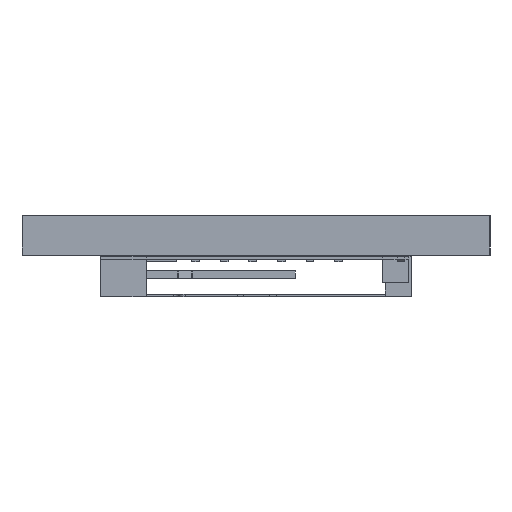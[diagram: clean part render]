
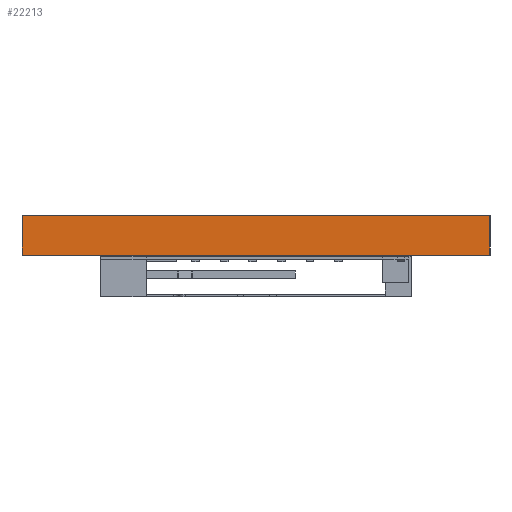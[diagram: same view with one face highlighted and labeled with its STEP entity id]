
A CAD part, left-side view. The second image highlights one B-rep face of the part: STEP entity #22213.
In plain terms, the highlighted planar face has unit normal (-1, 0, 0).
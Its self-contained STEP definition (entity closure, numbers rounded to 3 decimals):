
#22032 = PLANE('',#22033);
#22033 = AXIS2_PLACEMENT_3D('',#22034,#22035,#22036);
#22034 = CARTESIAN_POINT('',(17.5,-9.,0.));
#22035 = DIRECTION('',(0.,-1.,0.));
#22036 = DIRECTION('',(-1.,0.,0.));
#22057 = VERTEX_POINT('',#22058);
#22058 = CARTESIAN_POINT('',(-17.5,-9.,1.538));
#22072 = PLANE('',#22073);
#22073 = AXIS2_PLACEMENT_3D('',#22074,#22075,#22076);
#22074 = CARTESIAN_POINT('',(0.,0.,1.538));
#22075 = DIRECTION('',(-0.,-0.,-1.));
#22076 = DIRECTION('',(-1.,0.,0.));
#22084 = EDGE_CURVE('',#22085,#22057,#22087,.T.);
#22085 = VERTEX_POINT('',#22086);
#22086 = CARTESIAN_POINT('',(-17.5,-9.,0.));
#22087 = SURFACE_CURVE('',#22088,(#22092,#22099),.PCURVE_S1.);
#22088 = LINE('',#22089,#22090);
#22089 = CARTESIAN_POINT('',(-17.5,-9.,0.));
#22090 = VECTOR('',#22091,1.);
#22091 = DIRECTION('',(0.,0.,1.));
#22092 = PCURVE('',#22032,#22093);
#22093 = DEFINITIONAL_REPRESENTATION('',(#22094),#22098);
#22094 = LINE('',#22095,#22096);
#22095 = CARTESIAN_POINT('',(35.,0.));
#22096 = VECTOR('',#22097,1.);
#22097 = DIRECTION('',(0.,-1.));
#22098 = ( GEOMETRIC_REPRESENTATION_CONTEXT(2) 
PARAMETRIC_REPRESENTATION_CONTEXT() REPRESENTATION_CONTEXT('2D SPACE',''
  ) );
#22099 = PCURVE('',#22100,#22105);
#22100 = PLANE('',#22101);
#22101 = AXIS2_PLACEMENT_3D('',#22102,#22103,#22104);
#22102 = CARTESIAN_POINT('',(-17.5,-9.,0.));
#22103 = DIRECTION('',(-1.,0.,0.));
#22104 = DIRECTION('',(0.,1.,0.));
#22105 = DEFINITIONAL_REPRESENTATION('',(#22106),#22110);
#22106 = LINE('',#22107,#22108);
#22107 = CARTESIAN_POINT('',(0.,0.));
#22108 = VECTOR('',#22109,1.);
#22109 = DIRECTION('',(0.,-1.));
#22110 = ( GEOMETRIC_REPRESENTATION_CONTEXT(2) 
PARAMETRIC_REPRESENTATION_CONTEXT() REPRESENTATION_CONTEXT('2D SPACE',''
  ) );
#22126 = PLANE('',#22127);
#22127 = AXIS2_PLACEMENT_3D('',#22128,#22129,#22130);
#22128 = CARTESIAN_POINT('',(0.,0.,0.));
#22129 = DIRECTION('',(-0.,-0.,-1.));
#22130 = DIRECTION('',(-1.,0.,0.));
#22159 = PLANE('',#22160);
#22160 = AXIS2_PLACEMENT_3D('',#22161,#22162,#22163);
#22161 = CARTESIAN_POINT('',(-17.5,9.,0.));
#22162 = DIRECTION('',(0.,1.,0.));
#22163 = DIRECTION('',(1.,0.,0.));
#22213 = ADVANCED_FACE('',(#22214),#22100,.T.);
#22214 = FACE_BOUND('',#22215,.T.);
#22215 = EDGE_LOOP('',(#22216,#22217,#22240,#22263));
#22216 = ORIENTED_EDGE('',*,*,#22084,.T.);
#22217 = ORIENTED_EDGE('',*,*,#22218,.T.);
#22218 = EDGE_CURVE('',#22057,#22219,#22221,.T.);
#22219 = VERTEX_POINT('',#22220);
#22220 = CARTESIAN_POINT('',(-17.5,9.,1.538));
#22221 = SURFACE_CURVE('',#22222,(#22226,#22233),.PCURVE_S1.);
#22222 = LINE('',#22223,#22224);
#22223 = CARTESIAN_POINT('',(-17.5,-9.,1.538));
#22224 = VECTOR('',#22225,1.);
#22225 = DIRECTION('',(0.,1.,0.));
#22226 = PCURVE('',#22100,#22227);
#22227 = DEFINITIONAL_REPRESENTATION('',(#22228),#22232);
#22228 = LINE('',#22229,#22230);
#22229 = CARTESIAN_POINT('',(0.,-1.538));
#22230 = VECTOR('',#22231,1.);
#22231 = DIRECTION('',(1.,0.));
#22232 = ( GEOMETRIC_REPRESENTATION_CONTEXT(2) 
PARAMETRIC_REPRESENTATION_CONTEXT() REPRESENTATION_CONTEXT('2D SPACE',''
  ) );
#22233 = PCURVE('',#22072,#22234);
#22234 = DEFINITIONAL_REPRESENTATION('',(#22235),#22239);
#22235 = LINE('',#22236,#22237);
#22236 = CARTESIAN_POINT('',(17.5,-9.));
#22237 = VECTOR('',#22238,1.);
#22238 = DIRECTION('',(0.,1.));
#22239 = ( GEOMETRIC_REPRESENTATION_CONTEXT(2) 
PARAMETRIC_REPRESENTATION_CONTEXT() REPRESENTATION_CONTEXT('2D SPACE',''
  ) );
#22240 = ORIENTED_EDGE('',*,*,#22241,.F.);
#22241 = EDGE_CURVE('',#22242,#22219,#22244,.T.);
#22242 = VERTEX_POINT('',#22243);
#22243 = CARTESIAN_POINT('',(-17.5,9.,0.));
#22244 = SURFACE_CURVE('',#22245,(#22249,#22256),.PCURVE_S1.);
#22245 = LINE('',#22246,#22247);
#22246 = CARTESIAN_POINT('',(-17.5,9.,0.));
#22247 = VECTOR('',#22248,1.);
#22248 = DIRECTION('',(0.,0.,1.));
#22249 = PCURVE('',#22100,#22250);
#22250 = DEFINITIONAL_REPRESENTATION('',(#22251),#22255);
#22251 = LINE('',#22252,#22253);
#22252 = CARTESIAN_POINT('',(18.,0.));
#22253 = VECTOR('',#22254,1.);
#22254 = DIRECTION('',(0.,-1.));
#22255 = ( GEOMETRIC_REPRESENTATION_CONTEXT(2) 
PARAMETRIC_REPRESENTATION_CONTEXT() REPRESENTATION_CONTEXT('2D SPACE',''
  ) );
#22256 = PCURVE('',#22159,#22257);
#22257 = DEFINITIONAL_REPRESENTATION('',(#22258),#22262);
#22258 = LINE('',#22259,#22260);
#22259 = CARTESIAN_POINT('',(0.,0.));
#22260 = VECTOR('',#22261,1.);
#22261 = DIRECTION('',(0.,-1.));
#22262 = ( GEOMETRIC_REPRESENTATION_CONTEXT(2) 
PARAMETRIC_REPRESENTATION_CONTEXT() REPRESENTATION_CONTEXT('2D SPACE',''
  ) );
#22263 = ORIENTED_EDGE('',*,*,#22264,.F.);
#22264 = EDGE_CURVE('',#22085,#22242,#22265,.T.);
#22265 = SURFACE_CURVE('',#22266,(#22270,#22277),.PCURVE_S1.);
#22266 = LINE('',#22267,#22268);
#22267 = CARTESIAN_POINT('',(-17.5,-9.,0.));
#22268 = VECTOR('',#22269,1.);
#22269 = DIRECTION('',(0.,1.,0.));
#22270 = PCURVE('',#22100,#22271);
#22271 = DEFINITIONAL_REPRESENTATION('',(#22272),#22276);
#22272 = LINE('',#22273,#22274);
#22273 = CARTESIAN_POINT('',(0.,0.));
#22274 = VECTOR('',#22275,1.);
#22275 = DIRECTION('',(1.,0.));
#22276 = ( GEOMETRIC_REPRESENTATION_CONTEXT(2) 
PARAMETRIC_REPRESENTATION_CONTEXT() REPRESENTATION_CONTEXT('2D SPACE',''
  ) );
#22277 = PCURVE('',#22126,#22278);
#22278 = DEFINITIONAL_REPRESENTATION('',(#22279),#22283);
#22279 = LINE('',#22280,#22281);
#22280 = CARTESIAN_POINT('',(17.5,-9.));
#22281 = VECTOR('',#22282,1.);
#22282 = DIRECTION('',(0.,1.));
#22283 = ( GEOMETRIC_REPRESENTATION_CONTEXT(2) 
PARAMETRIC_REPRESENTATION_CONTEXT() REPRESENTATION_CONTEXT('2D SPACE',''
  ) );
